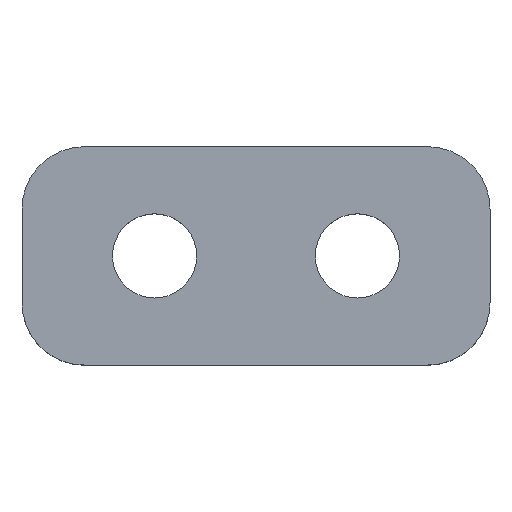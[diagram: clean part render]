
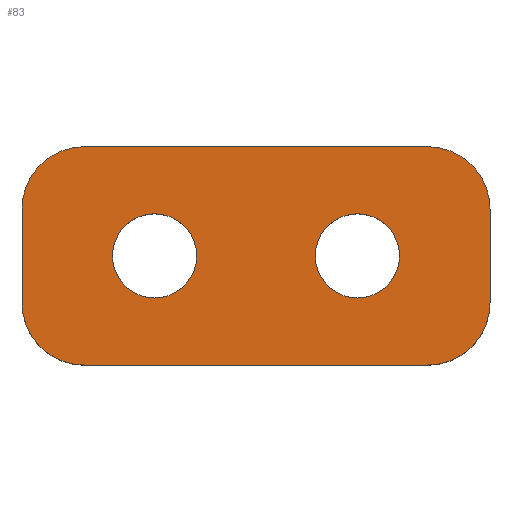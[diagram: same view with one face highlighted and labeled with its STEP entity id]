
A CAD part, top view. The second image highlights one B-rep face of the part: STEP entity #83.
In plain terms, the highlighted planar face has unit normal (0, 0, 1).
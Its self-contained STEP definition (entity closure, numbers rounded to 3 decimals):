
#83 = ADVANCED_FACE( '', ( #133, #134, #135 ), #136, .T. );
#133 = FACE_BOUND( '', #217, .T. );
#134 = FACE_BOUND( '', #218, .T. );
#135 = FACE_OUTER_BOUND( '', #219, .T. );
#136 = PLANE( '', #220 );
#217 = EDGE_LOOP( '', ( #375 ) );
#218 = EDGE_LOOP( '', ( #376 ) );
#219 = EDGE_LOOP( '', ( #377, #378, #379, #380, #381, #382, #383, #384 ) );
#220 = AXIS2_PLACEMENT_3D( '', #385, #386, #387 );
#375 = ORIENTED_EDGE( '', *, *, #654, .F. );
#376 = ORIENTED_EDGE( '', *, *, #655, .F. );
#377 = ORIENTED_EDGE( '', *, *, #629, .T. );
#378 = ORIENTED_EDGE( '', *, *, #656, .T. );
#379 = ORIENTED_EDGE( '', *, *, #648, .T. );
#380 = ORIENTED_EDGE( '', *, *, #651, .T. );
#381 = ORIENTED_EDGE( '', *, *, #653, .T. );
#382 = ORIENTED_EDGE( '', *, *, #657, .T. );
#383 = ORIENTED_EDGE( '', *, *, #658, .T. );
#384 = ORIENTED_EDGE( '', *, *, #659, .T. );
#385 = CARTESIAN_POINT( '', ( -4.5, -3., 8. ) );
#386 = DIRECTION( '', ( 0., 0., 1. ) );
#387 = DIRECTION( '', ( 1., 0., 0. ) );
#629 = EDGE_CURVE( '', #762, #760, #763, .T. );
#648 = EDGE_CURVE( '', #796, #794, #797, .T. );
#651 = EDGE_CURVE( '', #794, #799, #801, .T. );
#653 = EDGE_CURVE( '', #799, #802, #804, .T. );
#654 = EDGE_CURVE( '', #805, #805, #806, .T. );
#655 = EDGE_CURVE( '', #807, #807, #808, .T. );
#656 = EDGE_CURVE( '', #760, #796, #809, .T. );
#657 = EDGE_CURVE( '', #802, #810, #811, .T. );
#658 = EDGE_CURVE( '', #810, #812, #813, .T. );
#659 = EDGE_CURVE( '', #812, #762, #814, .T. );
#760 = VERTEX_POINT( '', #944 );
#762 = VERTEX_POINT( '', #947 );
#763 = CIRCLE( '', #948, 4. );
#794 = VERTEX_POINT( '', #989 );
#796 = VERTEX_POINT( '', #992 );
#797 = CIRCLE( '', #993, 4. );
#799 = VERTEX_POINT( '', #996 );
#801 = LINE( '', #999, #1000 );
#802 = VERTEX_POINT( '', #1001 );
#804 = CIRCLE( '', #1004, 4. );
#805 = VERTEX_POINT( '', #1005 );
#806 = CIRCLE( '', #1006, 2.7 );
#807 = VERTEX_POINT( '', #1007 );
#808 = CIRCLE( '', #1008, 2.7 );
#809 = LINE( '', #1009, #1010 );
#810 = VERTEX_POINT( '', #1011 );
#811 = LINE( '', #1012, #1013 );
#812 = VERTEX_POINT( '', #1014 );
#813 = CIRCLE( '', #1015, 4. );
#814 = LINE( '', #1016, #1017 );
#944 = CARTESIAN_POINT( '', ( -4.5, -7., 8. ) );
#947 = CARTESIAN_POINT( '', ( -8.5, -3., 8. ) );
#948 = AXIS2_PLACEMENT_3D( '', #1161, #1162, #1163 );
#989 = CARTESIAN_POINT( '', ( 21.5, -3., 8. ) );
#992 = CARTESIAN_POINT( '', ( 17.5, -7., 8. ) );
#993 = AXIS2_PLACEMENT_3D( '', #1196, #1197, #1198 );
#996 = CARTESIAN_POINT( '', ( 21.5, 3., 8. ) );
#999 = CARTESIAN_POINT( '', ( 21.5, -3., 8. ) );
#1000 = VECTOR( '', #1201, 1000. );
#1001 = CARTESIAN_POINT( '', ( 17.5, 7., 8. ) );
#1004 = AXIS2_PLACEMENT_3D( '', #1203, #1204, #1205 );
#1005 = CARTESIAN_POINT( '', ( 15.7, 0., 8. ) );
#1006 = AXIS2_PLACEMENT_3D( '', #1206, #1207, #1208 );
#1007 = CARTESIAN_POINT( '', ( 2.7, 0., 8. ) );
#1008 = AXIS2_PLACEMENT_3D( '', #1209, #1210, #1211 );
#1009 = CARTESIAN_POINT( '', ( -4.5, -7., 8. ) );
#1010 = VECTOR( '', #1212, 1000. );
#1011 = CARTESIAN_POINT( '', ( -4.5, 7., 8. ) );
#1012 = CARTESIAN_POINT( '', ( 17.5, 7., 8. ) );
#1013 = VECTOR( '', #1213, 1000. );
#1014 = CARTESIAN_POINT( '', ( -8.5, 3., 8. ) );
#1015 = AXIS2_PLACEMENT_3D( '', #1214, #1215, #1216 );
#1016 = CARTESIAN_POINT( '', ( -8.5, 3., 8. ) );
#1017 = VECTOR( '', #1217, 1000. );
#1161 = CARTESIAN_POINT( '', ( -4.5, -3., 8. ) );
#1162 = DIRECTION( '', ( 0., 0., 1. ) );
#1163 = DIRECTION( '', ( 1., 0., 0. ) );
#1196 = CARTESIAN_POINT( '', ( 17.5, -3., 8. ) );
#1197 = DIRECTION( '', ( 0., 0., 1. ) );
#1198 = DIRECTION( '', ( -1., 0., 0. ) );
#1201 = DIRECTION( '', ( 0., 1., 0. ) );
#1203 = CARTESIAN_POINT( '', ( 17.5, 3., 8. ) );
#1204 = DIRECTION( '', ( 0., 0., 1. ) );
#1205 = DIRECTION( '', ( 1., 0., 0. ) );
#1206 = CARTESIAN_POINT( '', ( 13., 0., 8. ) );
#1207 = DIRECTION( '', ( 0., 0., 1. ) );
#1208 = DIRECTION( '', ( 1., 0., 0. ) );
#1209 = CARTESIAN_POINT( '', ( 0., 0., 8. ) );
#1210 = DIRECTION( '', ( 0., 0., 1. ) );
#1211 = DIRECTION( '', ( 1., 0., 0. ) );
#1212 = DIRECTION( '', ( 1., 0., 0. ) );
#1213 = DIRECTION( '', ( -1., 0., 0. ) );
#1214 = CARTESIAN_POINT( '', ( -4.5, 3., 8. ) );
#1215 = DIRECTION( '', ( 0., 0., 1. ) );
#1216 = DIRECTION( '', ( 1., 0., 0. ) );
#1217 = DIRECTION( '', ( 0., -1., 0. ) );
